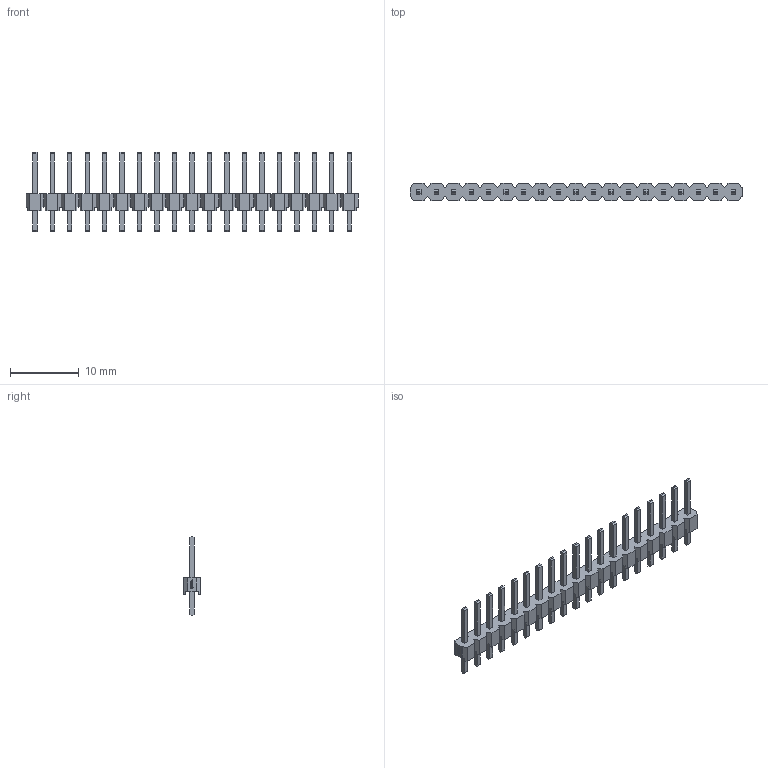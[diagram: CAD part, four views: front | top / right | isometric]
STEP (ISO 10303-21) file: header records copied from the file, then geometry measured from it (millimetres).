
FILE_DESCRIPTION(/* description */ ('Designed by EasyEDA Pro'),/* implementation_level */ '2;1');
FILE_NAME(/* name */ 'PZ_2.54_1X19P_LH.step',/* time_stamp */ '2025-03-27T09:57:44+08:00',/* author */ (''),/* organization */ (''),/* preprocessor_version */ 'ST-DEVELOPER v20.1',/* originating_system */ 'Autodesk Translation Framework v14.4.0.0',/* authorisation */ '');
FILE_SCHEMA (('AUTOMOTIVE_DESIGN { 1 0 10303 214 3 1 1 }'));
Length unit declared in the file: millimetre
Products named in the file (3): PYnE-PCBModel; PYnE-Board; PYnE-H1-HDR-TH_19P-P2.54-V-M
Assembly tree (2 placements, depth 2):
  PYnE-PCBModel
    PYnE-Board
    PYnE-H1-HDR-TH_19P-P2.54-V-M
Bounding box: 48.27 x 2.5 x 11.5 mm (x, y, z)
Volume: 299.2 mm3; surface area: 995.8 mm2
Topology: 1 solids, 1 shells, 780 faces, 2142 edges, 1428 vertices
Faces by surface type: plane 666, bspline 114
Entity records: 26337 total; most frequent: CARTESIAN_POINT 6435, ORIENTED_EDGE 4284, DIRECTION 3436, EDGE_CURVE 2142, LINE 1914, VECTOR 1914, VERTEX_POINT 1428, EDGE_LOOP 844
